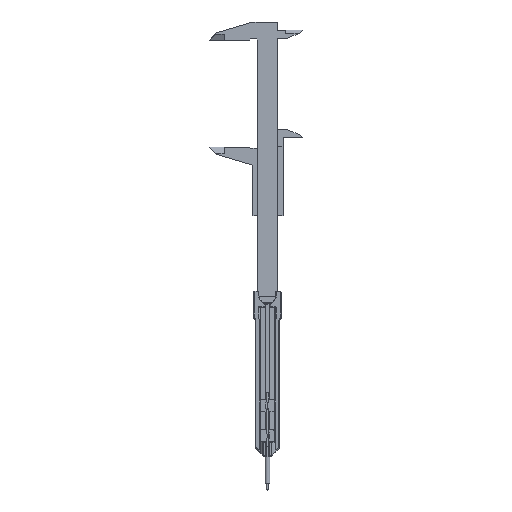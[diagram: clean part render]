
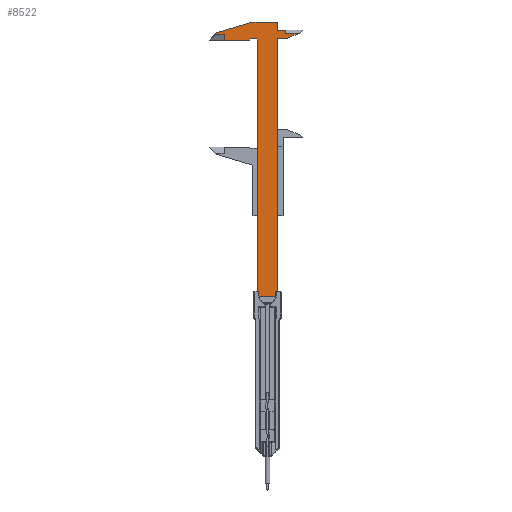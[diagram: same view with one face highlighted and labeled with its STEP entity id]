
A CAD part, top view. The second image highlights one B-rep face of the part: STEP entity #8522.
In plain terms, the highlighted planar face has unit normal (0, 0, 1).
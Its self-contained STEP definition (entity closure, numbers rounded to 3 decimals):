
#29=FACE_BOUND('',#1453,.T.);
#528=CIRCLE('',#9296,0.2);
#530=CIRCLE('',#9300,0.2);
#531=CIRCLE('',#9301,0.2);
#532=CIRCLE('',#9302,0.2);
#533=CIRCLE('',#9303,0.2);
#534=CIRCLE('',#9304,0.2);
#976=FACE_OUTER_BOUND('',#1452,.T.);
#1452=EDGE_LOOP('',(#7410,#7411,#7412,#7413,#7414,#7415,#7416,#7417,#7418,
#7419,#7420,#7421,#7422,#7423,#7424,#7425,#7426,#7427,#7428,#7429));
#1453=EDGE_LOOP('',(#7430,#7431,#7432,#7433,#7434,#7435,#7436,#7437));
#2261=LINE('',#14688,#3113);
#2268=LINE('',#14702,#3120);
#2269=LINE('',#14704,#3121);
#2270=LINE('',#14706,#3122);
#2271=LINE('',#14708,#3123);
#2272=LINE('',#14710,#3124);
#2273=LINE('',#14712,#3125);
#2274=LINE('',#14714,#3126);
#2275=LINE('',#14716,#3127);
#2276=LINE('',#14718,#3128);
#2277=LINE('',#14720,#3129);
#2278=LINE('',#14722,#3130);
#2279=LINE('',#14724,#3131);
#2280=LINE('',#14726,#3132);
#2281=LINE('',#14728,#3133);
#2282=LINE('',#14730,#3134);
#2283=LINE('',#14732,#3135);
#2284=LINE('',#14734,#3136);
#2285=LINE('',#14738,#3137);
#2286=LINE('',#14742,#3138);
#2287=LINE('',#14746,#3139);
#2288=LINE('',#14750,#3140);
#3113=VECTOR('',#11397,10.);
#3120=VECTOR('',#11406,10.);
#3121=VECTOR('',#11407,10.);
#3122=VECTOR('',#11408,10.);
#3123=VECTOR('',#11409,10.);
#3124=VECTOR('',#11410,10.);
#3125=VECTOR('',#11411,10.);
#3126=VECTOR('',#11412,10.);
#3127=VECTOR('',#11413,10.);
#3128=VECTOR('',#11414,10.);
#3129=VECTOR('',#11415,10.);
#3130=VECTOR('',#11416,10.);
#3131=VECTOR('',#11417,10.);
#3132=VECTOR('',#11418,10.);
#3133=VECTOR('',#11419,10.);
#3134=VECTOR('',#11420,10.);
#3135=VECTOR('',#11421,10.);
#3136=VECTOR('',#11422,10.);
#3137=VECTOR('',#11425,10.);
#3138=VECTOR('',#11428,10.);
#3139=VECTOR('',#11431,10.);
#3140=VECTOR('',#11434,10.);
#3960=VERTEX_POINT('',#14678);
#3961=VERTEX_POINT('',#14679);
#3964=VERTEX_POINT('',#14687);
#3970=VERTEX_POINT('',#14701);
#3971=VERTEX_POINT('',#14703);
#3972=VERTEX_POINT('',#14705);
#3973=VERTEX_POINT('',#14707);
#3974=VERTEX_POINT('',#14709);
#3975=VERTEX_POINT('',#14711);
#3976=VERTEX_POINT('',#14713);
#3977=VERTEX_POINT('',#14715);
#3978=VERTEX_POINT('',#14717);
#3979=VERTEX_POINT('',#14719);
#3980=VERTEX_POINT('',#14721);
#3981=VERTEX_POINT('',#14723);
#3982=VERTEX_POINT('',#14725);
#3983=VERTEX_POINT('',#14727);
#3984=VERTEX_POINT('',#14729);
#3985=VERTEX_POINT('',#14731);
#3986=VERTEX_POINT('',#14733);
#3987=VERTEX_POINT('',#14736);
#3988=VERTEX_POINT('',#14737);
#3989=VERTEX_POINT('',#14739);
#3990=VERTEX_POINT('',#14741);
#3991=VERTEX_POINT('',#14743);
#3992=VERTEX_POINT('',#14745);
#3993=VERTEX_POINT('',#14747);
#3994=VERTEX_POINT('',#14749);
#5134=EDGE_CURVE('',#3960,#3961,#528,.T.);
#5138=EDGE_CURVE('',#3961,#3964,#2261,.T.);
#5145=EDGE_CURVE('',#3970,#3960,#2268,.T.);
#5146=EDGE_CURVE('',#3970,#3971,#2269,.T.);
#5147=EDGE_CURVE('',#3971,#3972,#2270,.T.);
#5148=EDGE_CURVE('',#3973,#3972,#2271,.T.);
#5149=EDGE_CURVE('',#3974,#3973,#2272,.T.);
#5150=EDGE_CURVE('',#3974,#3975,#2273,.T.);
#5151=EDGE_CURVE('',#3976,#3975,#2274,.T.);
#5152=EDGE_CURVE('',#3977,#3976,#2275,.F.);
#5153=EDGE_CURVE('',#3977,#3978,#2276,.T.);
#5154=EDGE_CURVE('',#3978,#3979,#2277,.T.);
#5155=EDGE_CURVE('',#3980,#3979,#2278,.T.);
#5156=EDGE_CURVE('',#3981,#3980,#2279,.T.);
#5157=EDGE_CURVE('',#3981,#3982,#2280,.T.);
#5158=EDGE_CURVE('',#3983,#3982,#2281,.T.);
#5159=EDGE_CURVE('',#3983,#3984,#2282,.T.);
#5160=EDGE_CURVE('',#3985,#3984,#2283,.T.);
#5161=EDGE_CURVE('',#3986,#3985,#2284,.T.);
#5162=EDGE_CURVE('',#3964,#3986,#530,.T.);
#5163=EDGE_CURVE('',#3987,#3988,#2285,.T.);
#5164=EDGE_CURVE('',#3989,#3988,#531,.F.);
#5165=EDGE_CURVE('',#3989,#3990,#2286,.T.);
#5166=EDGE_CURVE('',#3991,#3990,#532,.F.);
#5167=EDGE_CURVE('',#3991,#3992,#2287,.T.);
#5168=EDGE_CURVE('',#3993,#3992,#533,.F.);
#5169=EDGE_CURVE('',#3993,#3994,#2288,.T.);
#5170=EDGE_CURVE('',#3987,#3994,#534,.F.);
#7410=ORIENTED_EDGE('',*,*,#5134,.F.);
#7411=ORIENTED_EDGE('',*,*,#5145,.F.);
#7412=ORIENTED_EDGE('',*,*,#5146,.T.);
#7413=ORIENTED_EDGE('',*,*,#5147,.T.);
#7414=ORIENTED_EDGE('',*,*,#5148,.F.);
#7415=ORIENTED_EDGE('',*,*,#5149,.F.);
#7416=ORIENTED_EDGE('',*,*,#5150,.T.);
#7417=ORIENTED_EDGE('',*,*,#5151,.F.);
#7418=ORIENTED_EDGE('',*,*,#5152,.F.);
#7419=ORIENTED_EDGE('',*,*,#5153,.T.);
#7420=ORIENTED_EDGE('',*,*,#5154,.T.);
#7421=ORIENTED_EDGE('',*,*,#5155,.F.);
#7422=ORIENTED_EDGE('',*,*,#5156,.F.);
#7423=ORIENTED_EDGE('',*,*,#5157,.T.);
#7424=ORIENTED_EDGE('',*,*,#5158,.F.);
#7425=ORIENTED_EDGE('',*,*,#5159,.T.);
#7426=ORIENTED_EDGE('',*,*,#5160,.F.);
#7427=ORIENTED_EDGE('',*,*,#5161,.F.);
#7428=ORIENTED_EDGE('',*,*,#5162,.F.);
#7429=ORIENTED_EDGE('',*,*,#5138,.F.);
#7430=ORIENTED_EDGE('',*,*,#5163,.T.);
#7431=ORIENTED_EDGE('',*,*,#5164,.F.);
#7432=ORIENTED_EDGE('',*,*,#5165,.T.);
#7433=ORIENTED_EDGE('',*,*,#5166,.F.);
#7434=ORIENTED_EDGE('',*,*,#5167,.T.);
#7435=ORIENTED_EDGE('',*,*,#5168,.F.);
#7436=ORIENTED_EDGE('',*,*,#5169,.T.);
#7437=ORIENTED_EDGE('',*,*,#5170,.F.);
#8068=PLANE('',#9299);
#8522=ADVANCED_FACE('',(#976,#29),#8068,.F.);
#9296=AXIS2_PLACEMENT_3D('',#14680,#11389,#11390);
#9299=AXIS2_PLACEMENT_3D('',#14700,#11404,#11405);
#9300=AXIS2_PLACEMENT_3D('',#14735,#11423,#11424);
#9301=AXIS2_PLACEMENT_3D('',#14740,#11426,#11427);
#9302=AXIS2_PLACEMENT_3D('',#14744,#11429,#11430);
#9303=AXIS2_PLACEMENT_3D('',#14748,#11432,#11433);
#9304=AXIS2_PLACEMENT_3D('',#14751,#11435,#11436);
#11389=DIRECTION('center_axis',(0.,0.,-1.));
#11390=DIRECTION('ref_axis',(0.707,-0.707,0.));
#11397=DIRECTION('',(-1.,0.,0.));
#11404=DIRECTION('center_axis',(0.,0.,-1.));
#11405=DIRECTION('ref_axis',(0.,1.,0.));
#11406=DIRECTION('',(0.,-1.,0.));
#11407=DIRECTION('',(1.,0.,0.));
#11408=DIRECTION('',(0.931,0.364,0.));
#11409=DIRECTION('',(1.,0.,0.));
#11410=DIRECTION('',(0.,-1.,0.));
#11411=DIRECTION('',(-1.,0.,0.));
#11412=DIRECTION('',(0.,-1.,0.));
#11413=DIRECTION('',(-1.,0.,0.));
#11414=DIRECTION('',(-0.958,-0.287,0.));
#11415=DIRECTION('',(-0.707,-0.707,0.));
#11416=DIRECTION('',(-1.,0.,0.));
#11417=DIRECTION('',(0.,1.,0.));
#11418=DIRECTION('',(1.,0.,0.));
#11419=DIRECTION('',(-0.707,-0.707,0.));
#11420=DIRECTION('',(1.,0.,0.));
#11421=DIRECTION('',(-0.707,0.707,0.));
#11422=DIRECTION('',(0.,1.,0.));
#11423=DIRECTION('center_axis',(0.,0.,-1.));
#11424=DIRECTION('ref_axis',(-0.707,-0.707,0.));
#11425=DIRECTION('',(1.,0.,0.));
#11426=DIRECTION('center_axis',(0.,0.,-1.));
#11427=DIRECTION('ref_axis',(0.707,0.707,0.));
#11428=DIRECTION('',(0.,-1.,0.));
#11429=DIRECTION('center_axis',(0.,0.,-1.));
#11430=DIRECTION('ref_axis',(0.707,-0.707,0.));
#11431=DIRECTION('',(-1.,0.,0.));
#11432=DIRECTION('center_axis',(0.,0.,-1.));
#11433=DIRECTION('ref_axis',(-0.707,-0.707,0.));
#11434=DIRECTION('',(0.,1.,0.));
#11435=DIRECTION('center_axis',(0.,0.,-1.));
#11436=DIRECTION('ref_axis',(-0.707,0.707,0.));
#14678=CARTESIAN_POINT('',(8.01,119.2,7.75));
#14679=CARTESIAN_POINT('',(7.81,119.,7.75));
#14680=CARTESIAN_POINT('Origin',(7.81,119.2,7.75));
#14687=CARTESIAN_POINT('',(-7.79,119.,7.75));
#14688=CARTESIAN_POINT('',(0.01,119.,7.75));
#14700=CARTESIAN_POINT('Origin',(0.01,126.5,7.75));
#14701=CARTESIAN_POINT('',(8.01,340.,7.75));
#14702=CARTESIAN_POINT('',(8.01,126.5,7.75));
#14703=CARTESIAN_POINT('',(15.01,340.,7.75));
#14704=CARTESIAN_POINT('',(13.01,340.,7.75));
#14705=CARTESIAN_POINT('',(26.51,344.5,7.75));
#14706=CARTESIAN_POINT('',(15.01,340.,7.75));
#14707=CARTESIAN_POINT('',(15.01,344.5,7.75));
#14708=CARTESIAN_POINT('',(14.51,344.5,7.75));
#14709=CARTESIAN_POINT('',(15.01,347.,7.75));
#14710=CARTESIAN_POINT('',(15.01,181.5,7.75));
#14711=CARTESIAN_POINT('',(8.01,347.,7.75));
#14712=CARTESIAN_POINT('',(13.01,347.,7.75));
#14713=CARTESIAN_POINT('',(8.01,354.,7.75));
#14714=CARTESIAN_POINT('',(8.01,126.5,7.75));
#14715=CARTESIAN_POINT('',(-11.99,354.,7.75));
#14716=CARTESIAN_POINT('',(0.01,354.,7.75));
#14717=CARTESIAN_POINT('',(-41.99,345.,7.75));
#14718=CARTESIAN_POINT('',(-41.99,345.,7.75));
#14719=CARTESIAN_POINT('',(-42.99,344.,7.75));
#14720=CARTESIAN_POINT('',(-47.99,339.,7.75));
#14721=CARTESIAN_POINT('',(-35.99,344.,7.75));
#14722=CARTESIAN_POINT('',(4.01,344.,7.75));
#14723=CARTESIAN_POINT('',(-35.99,339.,7.75));
#14724=CARTESIAN_POINT('',(-35.99,181.5,7.75));
#14725=CARTESIAN_POINT('',(-14.99,339.,7.75));
#14726=CARTESIAN_POINT('',(2.01,339.,7.75));
#14727=CARTESIAN_POINT('',(-13.99,340.,7.75));
#14728=CARTESIAN_POINT('',(-64.115,289.875,7.75));
#14729=CARTESIAN_POINT('',(-8.99,340.,7.75));
#14730=CARTESIAN_POINT('',(-1.24,340.,7.75));
#14731=CARTESIAN_POINT('',(-7.99,339.,7.75));
#14732=CARTESIAN_POINT('',(46.885,284.125,7.75));
#14733=CARTESIAN_POINT('',(-7.99,119.2,7.75));
#14734=CARTESIAN_POINT('',(-7.99,125.,7.75));
#14735=CARTESIAN_POINT('Origin',(-7.79,119.2,7.75));
#14736=CARTESIAN_POINT('',(-6.79,126.,7.75));
#14737=CARTESIAN_POINT('',(6.81,126.,7.75));
#14738=CARTESIAN_POINT('',(0.01,126.,7.75));
#14739=CARTESIAN_POINT('',(7.01,125.8,7.75));
#14740=CARTESIAN_POINT('Origin',(6.81,125.8,7.75));
#14741=CARTESIAN_POINT('',(7.01,121.2,7.75));
#14742=CARTESIAN_POINT('',(7.01,123.5,7.75));
#14743=CARTESIAN_POINT('',(6.81,121.,7.75));
#14744=CARTESIAN_POINT('Origin',(6.81,121.2,7.75));
#14745=CARTESIAN_POINT('',(-6.79,121.,7.75));
#14746=CARTESIAN_POINT('',(0.01,121.,7.75));
#14747=CARTESIAN_POINT('',(-6.99,121.2,7.75));
#14748=CARTESIAN_POINT('Origin',(-6.79,121.2,7.75));
#14749=CARTESIAN_POINT('',(-6.99,125.8,7.75));
#14750=CARTESIAN_POINT('',(-6.99,123.5,7.75));
#14751=CARTESIAN_POINT('Origin',(-6.79,125.8,7.75));
